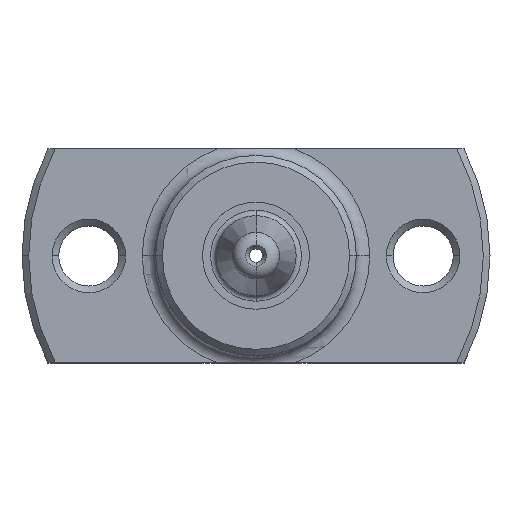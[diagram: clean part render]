
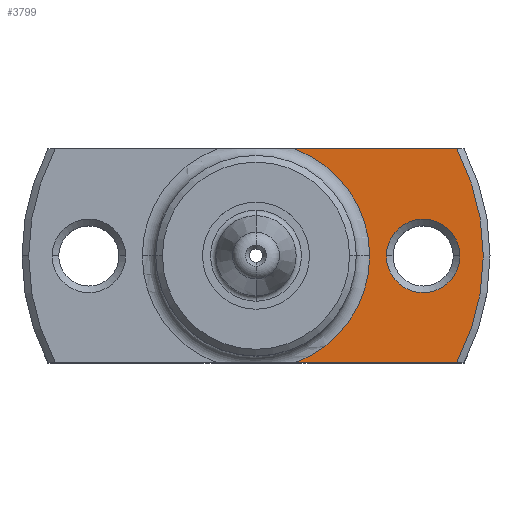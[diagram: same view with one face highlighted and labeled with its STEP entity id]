
A CAD part, top view. The second image highlights one B-rep face of the part: STEP entity #3799.
In plain terms, the highlighted planar face has unit normal (0, 0, 1).
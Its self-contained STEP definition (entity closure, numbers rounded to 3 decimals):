
#88 = CARTESIAN_POINT ( 'NONE',  ( 15., -8., 6. ) ) ;
#384 = CIRCLE ( 'NONE', #1918, 2.75 ) ;
#427 = CARTESIAN_POINT ( 'NONE',  ( 2.872, -8., 6. ) ) ;
#617 = LINE ( 'NONE', #2472, #3508 ) ;
#652 = DIRECTION ( 'NONE',  ( 0., 0., -1. ) ) ;
#670 = ORIENTED_EDGE ( 'NONE', *, *, #3588, .T. ) ;
#680 = DIRECTION ( 'NONE',  ( -1., 0., 0. ) ) ;
#719 = PLANE ( 'NONE',  #900 ) ;
#768 = CIRCLE ( 'NONE', #3456, 2.75 ) ;
#878 = CIRCLE ( 'NONE', #1063, 8.5 ) ;
#880 = CARTESIAN_POINT ( 'NONE',  ( 2.872, 8., 6. ) ) ;
#891 = DIRECTION ( 'NONE',  ( -1., 0., 0. ) ) ;
#900 = AXIS2_PLACEMENT_3D ( 'NONE', #2851, #2508, #2198 ) ;
#1004 = EDGE_CURVE ( 'NONE', #3629, #1988, #878, .T. ) ;
#1063 = AXIS2_PLACEMENT_3D ( 'NONE', #1208, #652, #3666 ) ;
#1129 = ORIENTED_EDGE ( 'NONE', *, *, #3353, .T. ) ;
#1134 = DIRECTION ( 'NONE',  ( -1., 0., 0. ) ) ;
#1138 = VERTEX_POINT ( 'NONE', #427 ) ;
#1208 = CARTESIAN_POINT ( 'NONE',  ( 0., 0., 6. ) ) ;
#1388 = EDGE_CURVE ( 'NONE', #1988, #1138, #2464, .T. ) ;
#1423 = LINE ( 'NONE', #1780, #1537 ) ;
#1451 = VERTEX_POINT ( 'NONE', #2425 ) ;
#1537 = VECTOR ( 'NONE', #3232, 1000. ) ;
#1671 = CARTESIAN_POINT ( 'NONE',  ( 0., 0., 6. ) ) ;
#1780 = CARTESIAN_POINT ( 'NONE',  ( 8.5, -8., 6. ) ) ;
#1843 = DIRECTION ( 'NONE',  ( -1., 0., 0. ) ) ;
#1850 = ORIENTED_EDGE ( 'NONE', *, *, #3539, .T. ) ;
#1890 = EDGE_LOOP ( 'NONE', ( #2686, #670 ) ) ;
#1895 = FACE_BOUND ( 'NONE', #1890, .T. ) ;
#1918 = AXIS2_PLACEMENT_3D ( 'NONE', #1930, #2309, #3144 ) ;
#1930 = CARTESIAN_POINT ( 'NONE',  ( 12.5, 0., 6. ) ) ;
#1988 = VERTEX_POINT ( 'NONE', #3157 ) ;
#2074 = ORIENTED_EDGE ( 'NONE', *, *, #3284, .T. ) ;
#2185 = CARTESIAN_POINT ( 'NONE',  ( 0., 0., 6. ) ) ;
#2198 = DIRECTION ( 'NONE',  ( -1., 0., 0. ) ) ;
#2309 = DIRECTION ( 'NONE',  ( 0., 0., -1. ) ) ;
#2425 = CARTESIAN_POINT ( 'NONE',  ( 9.75, 0., 6. ) ) ;
#2464 = CIRCLE ( 'NONE', #3043, 8.5 ) ;
#2472 = CARTESIAN_POINT ( 'NONE',  ( 8.5, 8., 6. ) ) ;
#2484 = CIRCLE ( 'NONE', #2994, 17. ) ;
#2508 = DIRECTION ( 'NONE',  ( 0., 0., -1. ) ) ;
#2625 = EDGE_LOOP ( 'NONE', ( #1850, #1129, #2074, #3003, #3814 ) ) ;
#2686 = ORIENTED_EDGE ( 'NONE', *, *, #2984, .T. ) ;
#2698 = CARTESIAN_POINT ( 'NONE',  ( 15.25, 0., 6. ) ) ;
#2851 = CARTESIAN_POINT ( 'NONE',  ( 8.5, 0., 6. ) ) ;
#2860 = DIRECTION ( 'NONE',  ( 0., 0., 1. ) ) ;
#2937 = CARTESIAN_POINT ( 'NONE',  ( 15., 8., 6. ) ) ;
#2984 = EDGE_CURVE ( 'NONE', #3025, #1451, #384, .T. ) ;
#2994 = AXIS2_PLACEMENT_3D ( 'NONE', #1671, #2860, #680 ) ;
#3003 = ORIENTED_EDGE ( 'NONE', *, *, #1004, .T. ) ;
#3025 = VERTEX_POINT ( 'NONE', #2698 ) ;
#3043 = AXIS2_PLACEMENT_3D ( 'NONE', #2185, #3063, #891 ) ;
#3044 = VERTEX_POINT ( 'NONE', #2937 ) ;
#3063 = DIRECTION ( 'NONE',  ( 0., 0., -1. ) ) ;
#3144 = DIRECTION ( 'NONE',  ( -1., 0., 0. ) ) ;
#3157 = CARTESIAN_POINT ( 'NONE',  ( 8.5, 0., 6. ) ) ;
#3216 = CARTESIAN_POINT ( 'NONE',  ( 12.5, 0., 6. ) ) ;
#3232 = DIRECTION ( 'NONE',  ( 1., 0., 0. ) ) ;
#3284 = EDGE_CURVE ( 'NONE', #3044, #3629, #617, .T. ) ;
#3353 = EDGE_CURVE ( 'NONE', #3916, #3044, #2484, .T. ) ;
#3438 = FACE_OUTER_BOUND ( 'NONE', #2625, .T. ) ;
#3456 = AXIS2_PLACEMENT_3D ( 'NONE', #3216, #3881, #1134 ) ;
#3508 = VECTOR ( 'NONE', #1843, 1000. ) ;
#3539 = EDGE_CURVE ( 'NONE', #1138, #3916, #1423, .T. ) ;
#3588 = EDGE_CURVE ( 'NONE', #1451, #3025, #768, .T. ) ;
#3629 = VERTEX_POINT ( 'NONE', #880 ) ;
#3666 = DIRECTION ( 'NONE',  ( -1., 0., 0. ) ) ;
#3799 = ADVANCED_FACE ( 'NONE', ( #1895, #3438 ), #719, .F. ) ;
#3814 = ORIENTED_EDGE ( 'NONE', *, *, #1388, .T. ) ;
#3881 = DIRECTION ( 'NONE',  ( 0., 0., -1. ) ) ;
#3916 = VERTEX_POINT ( 'NONE', #88 ) ;
